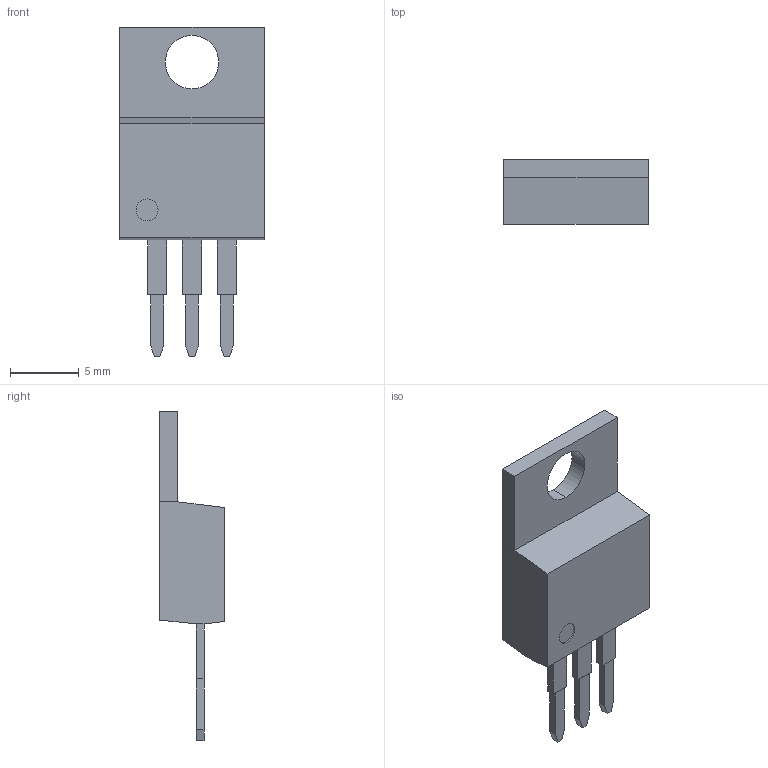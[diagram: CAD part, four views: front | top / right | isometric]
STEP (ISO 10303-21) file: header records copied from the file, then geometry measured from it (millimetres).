
FILE_DESCRIPTION((''),'2;1');
FILE_NAME('TO-220-V.stp','2009-01-27T11:34:36',(''),(''),'Mechanical Desktop 2006','Mechanical Desktop 2006',', , ');
FILE_SCHEMA(('AUTOMOTIVE_DESIGN { 1 2 10303 214 0 1 1 1 }'));
Length unit declared in the file: millimetre
Products named in the file (1): Product
Bounding box: 10.54 x 4.7 x 24 mm (x, y, z)
Volume: 519.8 mm3; surface area: 744.3 mm2
Topology: 8 solids, 8 shells, 70 faces, 159 edges, 106 vertices
Faces by surface type: plane 66, cylinder 4
Entity records: 1980 total; most frequent: CARTESIAN_POINT 336, ORIENTED_EDGE 318, DIRECTION 309, EDGE_CURVE 159, VECTOR 151, LINE 151, VERTEX_POINT 106, AXIS2_PLACEMENT_3D 79
